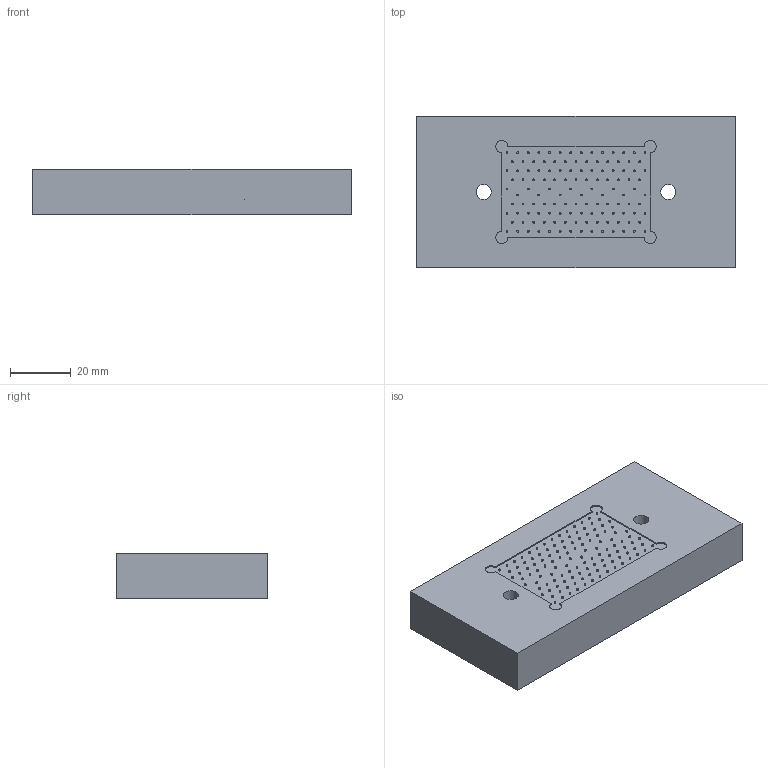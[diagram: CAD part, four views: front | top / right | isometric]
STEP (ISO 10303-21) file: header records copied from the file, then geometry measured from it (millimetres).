
FILE_DESCRIPTION(/* description */ ('Unknown'),/* implementation_level */ '2;1');
FILE_NAME(/* name */ 'flow1B-0F-TIM',/* time_stamp */ '2017-07-10T13:24:04+02:00',/* author */ ('Unknown'),/* organization */ ('Unknown'),/* preprocessor_version */ 'ST-DEVELOPER v16.7',/* originating_system */ 'DEX',/* authorisation */ $);
FILE_SCHEMA (('AP203_CONFIGURATION_CONTROLLED_3D_DESIGN_OF_MECHANICAL_PARTS_AND_ASSEMBLIES_MIM_LF { 1 0 10303 203 3 1 4 }','AUTOMOTIVE_DESIGN {1 0 10303 214 3 1 1}'));
Length unit declared in the file: millimetre
Products named in the file (1): flow1B-0F-TIM
Bounding box: 105 x 50 x 15 mm (x, y, z)
Volume: 77382.8 mm3; surface area: 15969.7 mm2
Topology: 1 solids, 1 shells, 321 faces, 561 edges, 374 vertices
Faces by surface type: plane 173, cylinder 132, bspline 14, cone 2
Full cylindrical faces by diameter (mm): 0.6 x122, 3.242 x4, 5 x2
Entity records: 10064 total; most frequent: CARTESIAN_POINT 1927, DIRECTION 1273, ORIENTED_EDGE 846, FACE_BOUND 591, EDGE_LOOP 589, AXIS2_PLACEMENT_3D 570, EDGE_CURVE 423, VERTEX_POINT 370
